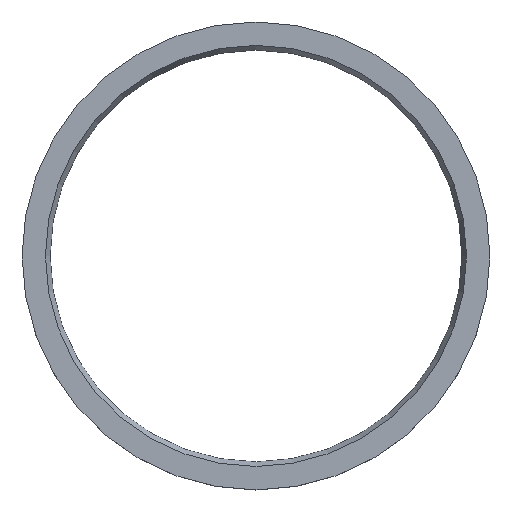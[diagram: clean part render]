
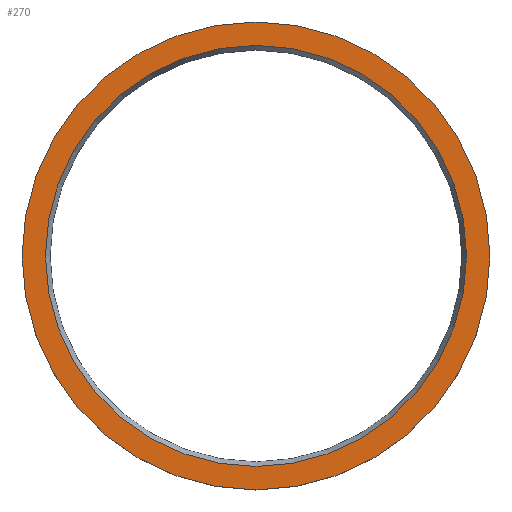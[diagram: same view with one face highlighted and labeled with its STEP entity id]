
A CAD part, top view. The second image highlights one B-rep face of the part: STEP entity #270.
In plain terms, the highlighted planar face has unit normal (0, 0, 1).
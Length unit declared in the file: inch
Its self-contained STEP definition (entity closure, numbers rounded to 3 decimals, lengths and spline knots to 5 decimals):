
#1 = FACE_OUTER_BOUND ( 'NONE', #378, .T. ) ;
#12 = AXIS2_PLACEMENT_3D ( 'NONE', #425, #189, #396 ) ;
#13 = CIRCLE ( 'NONE', #135, 3.125 ) ;
#38 = VERTEX_POINT ( 'NONE', #206 ) ;
#50 = CARTESIAN_POINT ( 'NONE',  ( 0., 0., 0. ) ) ;
#64 = CARTESIAN_POINT ( 'NONE',  ( -2.8125, 0., 0. ) ) ;
#80 = VERTEX_POINT ( 'NONE', #347 ) ;
#99 = DIRECTION ( 'NONE',  ( 1., 0., 0. ) ) ;
#121 = PLANE ( 'NONE',  #243 ) ;
#135 = AXIS2_PLACEMENT_3D ( 'NONE', #287, #152, #359 ) ;
#138 = CIRCLE ( 'NONE', #409, 3.125 ) ;
#142 = ORIENTED_EDGE ( 'NONE', *, *, #415, .F. ) ;
#143 = CARTESIAN_POINT ( 'NONE',  ( 0., 0., 0. ) ) ;
#152 = DIRECTION ( 'NONE',  ( 0., 0., 1. ) ) ;
#153 = DIRECTION ( 'NONE',  ( 0., 0., 1. ) ) ;
#158 = EDGE_CURVE ( 'NONE', #38, #80, #138, .T. ) ;
#166 = DIRECTION ( 'NONE',  ( 0., 0., 1. ) ) ;
#172 = VERTEX_POINT ( 'NONE', #64 ) ;
#176 = EDGE_CURVE ( 'NONE', #318, #172, #313, .T. ) ;
#183 = DIRECTION ( 'NONE',  ( 1., 0., 0. ) ) ;
#189 = DIRECTION ( 'NONE',  ( 0., 0., 1. ) ) ;
#206 = CARTESIAN_POINT ( 'NONE',  ( -3.125, 0., 0. ) ) ;
#235 = EDGE_CURVE ( 'NONE', #80, #38, #13, .T. ) ;
#243 = AXIS2_PLACEMENT_3D ( 'NONE', #50, #153, #183 ) ;
#258 = FACE_BOUND ( 'NONE', #403, .T. ) ;
#270 = ADVANCED_FACE ( 'NONE', ( #1, #258 ), #121, .T. ) ;
#274 = ORIENTED_EDGE ( 'NONE', *, *, #158, .T. ) ;
#287 = CARTESIAN_POINT ( 'NONE',  ( 0., 0., 0. ) ) ;
#301 = ORIENTED_EDGE ( 'NONE', *, *, #235, .T. ) ;
#313 = CIRCLE ( 'NONE', #320, 2.8125 ) ;
#318 = VERTEX_POINT ( 'NONE', #323 ) ;
#320 = AXIS2_PLACEMENT_3D ( 'NONE', #402, #166, #368 ) ;
#323 = CARTESIAN_POINT ( 'NONE',  ( 2.8125, 0., 0. ) ) ;
#341 = DIRECTION ( 'NONE',  ( 0., 0., 1. ) ) ;
#347 = CARTESIAN_POINT ( 'NONE',  ( 3.125, 0., 0. ) ) ;
#359 = DIRECTION ( 'NONE',  ( 1., 0., 0. ) ) ;
#360 = CIRCLE ( 'NONE', #12, 2.8125 ) ;
#367 = ORIENTED_EDGE ( 'NONE', *, *, #176, .F. ) ;
#368 = DIRECTION ( 'NONE',  ( 1., 0., 0. ) ) ;
#378 = EDGE_LOOP ( 'NONE', ( #301, #274 ) ) ;
#396 = DIRECTION ( 'NONE',  ( 1., 0., 0. ) ) ;
#402 = CARTESIAN_POINT ( 'NONE',  ( 0., 0., 0. ) ) ;
#403 = EDGE_LOOP ( 'NONE', ( #367, #142 ) ) ;
#409 = AXIS2_PLACEMENT_3D ( 'NONE', #143, #341, #99 ) ;
#415 = EDGE_CURVE ( 'NONE', #172, #318, #360, .T. ) ;
#425 = CARTESIAN_POINT ( 'NONE',  ( 0., 0., 0. ) ) ;
